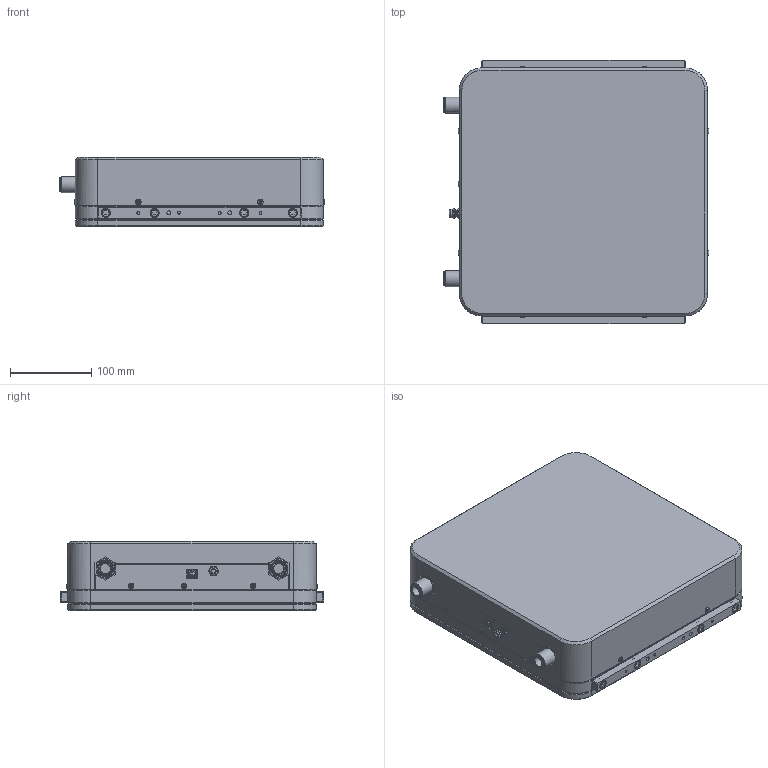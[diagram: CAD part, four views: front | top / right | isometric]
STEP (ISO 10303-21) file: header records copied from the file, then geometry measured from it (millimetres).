
FILE_DESCRIPTION (( 'STEP AP214' ), '1' );
FILE_NAME ('SK-9852B HP280-30KW.STEP', '2024-03-14T12:08:37', ( '' ), ( '' ), 'SwSTEP 2.0', 'SolidWorks 2020', '' );
FILE_SCHEMA (( 'AUTOMOTIVE_DESIGN' ));
Length unit declared in the file: millimetre
Products named in the file (1): SK-9852B HP280-30KW
Bounding box: 326.69 x 323.85 x 85.69 mm (x, y, z)
Surface area: 653726.7 mm2 (no closed solid volume)
Topology: 0 solids, 37 shells, 1601 faces, 3900 edges, 2415 vertices
Faces by surface type: bspline 783, plane 417, cylinder 201, cone 181, torus 10, sphere 9
Full cylindrical faces by diameter (mm): 2.705 x13, 3.454 x8, 3.797 x6, 3.9 x3, 4.039 x4, 5.08 x2, 5.105 x20, 6.299 x2, 6.35 x8, 6.655 x9, 6.756 x8, 7.874 x1, 8 x1, 9.4 x8, 10.272 x2, 10.439 x4, 11.112 x4, 11.113 x4, 12.7 x2, 16.038 x2, 17.82 x2, 19.8 x2
Entity records: 130587 total; most frequent: CARTESIAN_POINT 102381, ORIENTED_EDGE 7298, EDGE_CURVE 3669, B_SPLINE_CURVE_WITH_KNOTS 3471, VERTEX_POINT 2367, EDGE_LOOP 2008, FACE_OUTER_BOUND 1725, DIRECTION 1638
